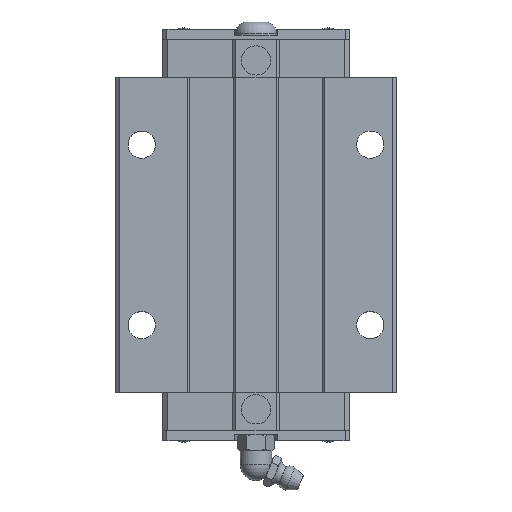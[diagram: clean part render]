
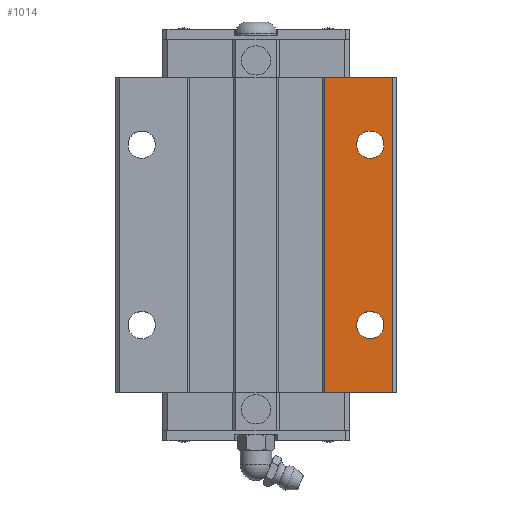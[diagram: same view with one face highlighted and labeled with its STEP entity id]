
A CAD part, top view. The second image highlights one B-rep face of the part: STEP entity #1014.
In plain terms, the highlighted planar face has unit normal (0, 0, 1).
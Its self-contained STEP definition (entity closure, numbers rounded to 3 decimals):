
#1014=ADVANCED_FACE('',(#2112,#2113,#2114),#2115,.T.);
#2112=FACE_OUTER_BOUND('',#3289,.T.);
#2113=FACE_BOUND('',#3290,.T.);
#2114=FACE_BOUND('',#3291,.T.);
#2115=PLANE('',#3292);
#3289=EDGE_LOOP('',(#6412,#6413,#6414,#6415));
#3290=EDGE_LOOP('',(#6416,#6417));
#3291=EDGE_LOOP('',(#6418,#6419));
#3292=AXIS2_PLACEMENT_3D('',#6420,#6421,#6422);
#6412=ORIENTED_EDGE('',*,*,#8243,.T.);
#6413=ORIENTED_EDGE('',*,*,#8172,.T.);
#6414=ORIENTED_EDGE('',*,*,#8249,.F.);
#6415=ORIENTED_EDGE('',*,*,#8224,.T.);
#6416=ORIENTED_EDGE('',*,*,#7103,.T.);
#6417=ORIENTED_EDGE('',*,*,#8250,.T.);
#6418=ORIENTED_EDGE('',*,*,#7098,.T.);
#6419=ORIENTED_EDGE('',*,*,#8251,.T.);
#6420=CARTESIAN_POINT('',(0.0,90.601,36.0));
#6421=DIRECTION('',(0.0,0.0,1.0));
#6422=DIRECTION('',(-1.0,0.0,0.0));
#7098=EDGE_CURVE('',#8503,#8509,#8511,.T.);
#7103=EDGE_CURVE('',#8514,#8518,#8520,.T.);
#8172=EDGE_CURVE('',#10110,#10108,#10111,.T.);
#8224=EDGE_CURVE('',#10200,#10198,#10201,.T.);
#8243=EDGE_CURVE('',#10198,#10110,#10224,.T.);
#8249=EDGE_CURVE('',#10200,#10108,#10230,.T.);
#8250=EDGE_CURVE('',#8518,#8514,#10231,.T.);
#8251=EDGE_CURVE('',#8509,#8503,#10232,.T.);
#8503=VERTEX_POINT('',#10563);
#8509=VERTEX_POINT('',#10570);
#8511=CIRCLE('',#10573,3.4);
#8514=VERTEX_POINT('',#10576);
#8518=VERTEX_POINT('',#10581);
#8520=CIRCLE('',#10584,3.4);
#10108=VERTEX_POINT('',#13742);
#10110=VERTEX_POINT('',#13745);
#10111=LINE('',#13746,#13747);
#10198=VERTEX_POINT('',#13876);
#10200=VERTEX_POINT('',#13879);
#10201=LINE('',#13880,#13881);
#10224=LINE('',#13916,#13917);
#10230=LINE('',#13925,#13926);
#10231=CIRCLE('',#13927,3.4);
#10232=CIRCLE('',#13928,3.4);
#10563=CARTESIAN_POINT('',(31.9,28.801,36.0));
#10570=CARTESIAN_POINT('',(25.1,28.801,36.0));
#10573=AXIS2_PLACEMENT_3D('',#14368,#14369,#14370);
#10576=CARTESIAN_POINT('',(31.9,73.801,36.0));
#10581=CARTESIAN_POINT('',(25.1,73.801,36.0));
#10584=AXIS2_PLACEMENT_3D('',#14376,#14377,#14378);
#13742=CARTESIAN_POINT('',(34.0,12.001,36.0));
#13745=CARTESIAN_POINT('',(17.0,12.001,36.0));
#13746=CARTESIAN_POINT('',(34.0,12.001,36.0));
#13747=VECTOR('',#15430,1.0);
#13876=CARTESIAN_POINT('',(17.0,90.601,36.0));
#13879=CARTESIAN_POINT('',(34.0,90.601,36.0));
#13880=CARTESIAN_POINT('',(34.0,90.601,36.0));
#13881=VECTOR('',#15480,1.0);
#13916=CARTESIAN_POINT('',(17.0,110.251,36.0));
#13917=VECTOR('',#15493,1.0);
#13925=CARTESIAN_POINT('',(34.0,90.601,36.0));
#13926=VECTOR('',#15496,1.0);
#13927=AXIS2_PLACEMENT_3D('',#15497,#15498,#15499);
#13928=AXIS2_PLACEMENT_3D('',#15500,#15501,#15502);
#14368=CARTESIAN_POINT('',(28.5,28.801,36.0));
#14369=DIRECTION('',(0.0,0.0,-1.0));
#14370=DIRECTION('',(1.0,0.0,0.0));
#14376=CARTESIAN_POINT('',(28.5,73.801,36.0));
#14377=DIRECTION('',(0.0,0.0,-1.0));
#14378=DIRECTION('',(1.0,0.0,0.0));
#15430=DIRECTION('',(1.0,0.0,0.0));
#15480=DIRECTION('',(-1.0,0.0,0.0));
#15493=DIRECTION('',(0.0,-1.0,0.0));
#15496=DIRECTION('',(0.0,-1.0,0.0));
#15497=CARTESIAN_POINT('',(28.5,73.801,36.0));
#15498=DIRECTION('',(0.0,0.0,-1.0));
#15499=DIRECTION('',(1.0,0.0,0.0));
#15500=CARTESIAN_POINT('',(28.5,28.801,36.0));
#15501=DIRECTION('',(0.0,0.0,-1.0));
#15502=DIRECTION('',(1.0,0.0,0.0));
